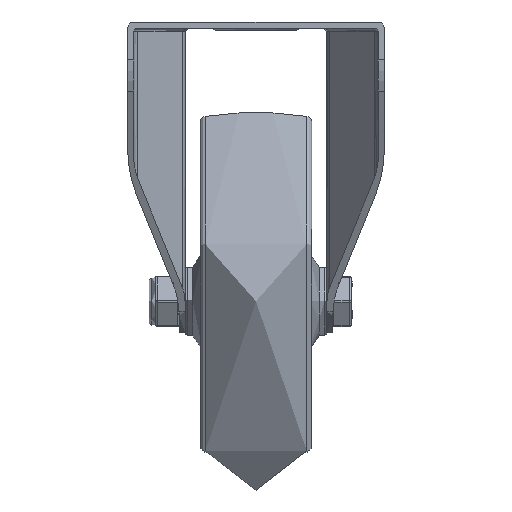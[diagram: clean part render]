
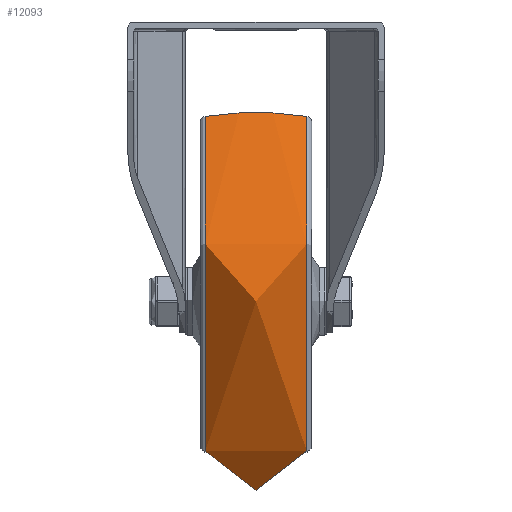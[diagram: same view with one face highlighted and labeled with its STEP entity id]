
A CAD part, left-side view. The second image highlights one B-rep face of the part: STEP entity #12093.
In plain terms, the highlighted free-form (B-spline) face has degree [2, 2] with [3, 9] control points.
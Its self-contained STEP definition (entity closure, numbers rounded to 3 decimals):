
#58=(
BOUNDED_SURFACE()
B_SPLINE_SURFACE(2,2,((#18377,#18378,#18379,#18380,#18381,#18382,#18383,
#18384,#18385),(#18386,#18387,#18388,#18389,#18390,#18391,#18392,#18393,
#18394),(#18395,#18396,#18397,#18398,#18399,#18400,#18401,#18402,#18403)),
 .UNSPECIFIED.,.F.,.T.,.F.)
B_SPLINE_SURFACE_WITH_KNOTS((3,3),(3,2,2,2,3),(-0.147,0.147),
(-3.142,-1.571,0.,1.571,3.142),
 .UNSPECIFIED.)
GEOMETRIC_REPRESENTATION_ITEM()
RATIONAL_B_SPLINE_SURFACE(((1.,0.707,1.,0.707,1.,
0.707,1.,0.707,1.),(0.989,0.7,
0.989,0.7,0.989,0.7,
0.989,0.7,0.989),(1.,0.707,
1.,0.707,1.,0.707,1.,0.707,1.)))
REPRESENTATION_ITEM('')
SURFACE()
);
#1052=FACE_OUTER_BOUND('',#1816,.T.);
#1816=EDGE_LOOP('',(#8934,#8935,#8936,#8937));
#4784=CIRCLE('',#13118,61.266);
#4785=CIRCLE('',#13119,114.833);
#4786=CIRCLE('',#13120,61.266);
#5385=VERTEX_POINT('',#18374);
#5386=VERTEX_POINT('',#18404);
#6719=EDGE_CURVE('',#5385,#5385,#4784,.T.);
#6720=EDGE_CURVE('',#5385,#5386,#4785,.T.);
#6721=EDGE_CURVE('',#5386,#5386,#4786,.T.);
#8934=ORIENTED_EDGE('',*,*,#6719,.F.);
#8935=ORIENTED_EDGE('',*,*,#6720,.T.);
#8936=ORIENTED_EDGE('',*,*,#6721,.T.);
#8937=ORIENTED_EDGE('',*,*,#6720,.F.);
#12093=ADVANCED_FACE('',(#1052),#58,.F.);
#13118=AXIS2_PLACEMENT_3D('',#18376,#14729,#14730);
#13119=AXIS2_PLACEMENT_3D('',#18405,#14731,#14732);
#13120=AXIS2_PLACEMENT_3D('',#18406,#14733,#14734);
#14729=DIRECTION('center_axis',(0.,1.,0.));
#14730=DIRECTION('ref_axis',(-1.,0.,0.));
#14731=DIRECTION('center_axis',(1.,0.,0.));
#14732=DIRECTION('ref_axis',(0.,0.,
1.));
#14733=DIRECTION('center_axis',(0.,1.,0.));
#14734=DIRECTION('ref_axis',(-1.,0.,0.));
#18374=CARTESIAN_POINT('',(0.,16.792,61.266));
#18376=CARTESIAN_POINT('Origin',(0.,16.792,
0.));
#18377=CARTESIAN_POINT('Ctrl Pts',(0.,-16.792,
61.266));
#18378=CARTESIAN_POINT('Ctrl Pts',(61.266,-16.792,61.266));
#18379=CARTESIAN_POINT('Ctrl Pts',(61.266,-16.792,0.));
#18380=CARTESIAN_POINT('Ctrl Pts',(61.266,-16.792,-61.266));
#18381=CARTESIAN_POINT('Ctrl Pts',(0.,-16.792,
-61.266));
#18382=CARTESIAN_POINT('Ctrl Pts',(-61.266,-16.792,
-61.266));
#18383=CARTESIAN_POINT('Ctrl Pts',(-61.266,-16.792,
0.));
#18384=CARTESIAN_POINT('Ctrl Pts',(-61.266,-16.792,
61.266));
#18385=CARTESIAN_POINT('Ctrl Pts',(0.,-16.792,
61.266));
#18386=CARTESIAN_POINT('Ctrl Pts',(0.,0.,
63.748));
#18387=CARTESIAN_POINT('Ctrl Pts',(63.748,0.,
63.748));
#18388=CARTESIAN_POINT('Ctrl Pts',(63.748,0.,
0.));
#18389=CARTESIAN_POINT('Ctrl Pts',(63.748,0.,
-63.748));
#18390=CARTESIAN_POINT('Ctrl Pts',(0.,0.,
-63.748));
#18391=CARTESIAN_POINT('Ctrl Pts',(-63.748,0.,
-63.748));
#18392=CARTESIAN_POINT('Ctrl Pts',(-63.748,0.,
0.));
#18393=CARTESIAN_POINT('Ctrl Pts',(-63.748,0.,
63.748));
#18394=CARTESIAN_POINT('Ctrl Pts',(0.,0.,
63.748));
#18395=CARTESIAN_POINT('Ctrl Pts',(0.,16.792,
61.266));
#18396=CARTESIAN_POINT('Ctrl Pts',(61.266,16.792,61.266));
#18397=CARTESIAN_POINT('Ctrl Pts',(61.266,16.792,0.));
#18398=CARTESIAN_POINT('Ctrl Pts',(61.266,16.792,-61.266));
#18399=CARTESIAN_POINT('Ctrl Pts',(0.,16.792,
-61.266));
#18400=CARTESIAN_POINT('Ctrl Pts',(-61.266,16.792,-61.266));
#18401=CARTESIAN_POINT('Ctrl Pts',(-61.266,16.792,0.));
#18402=CARTESIAN_POINT('Ctrl Pts',(-61.266,16.792,61.266));
#18403=CARTESIAN_POINT('Ctrl Pts',(0.,16.792,
61.266));
#18404=CARTESIAN_POINT('',(0.,-16.792,61.266));
#18405=CARTESIAN_POINT('Origin',(0.,0.,
-52.333));
#18406=CARTESIAN_POINT('Origin',(0.,-16.792,
0.));
